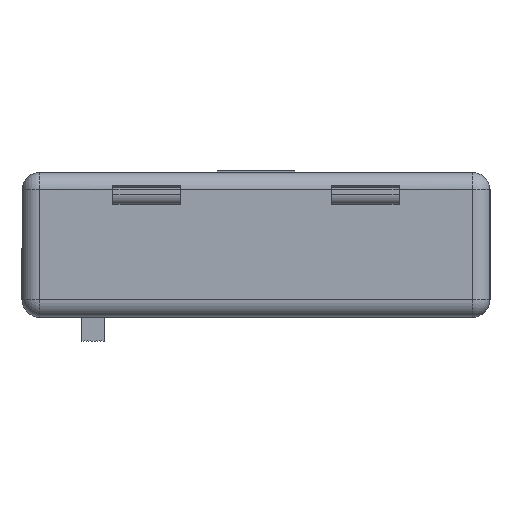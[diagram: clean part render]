
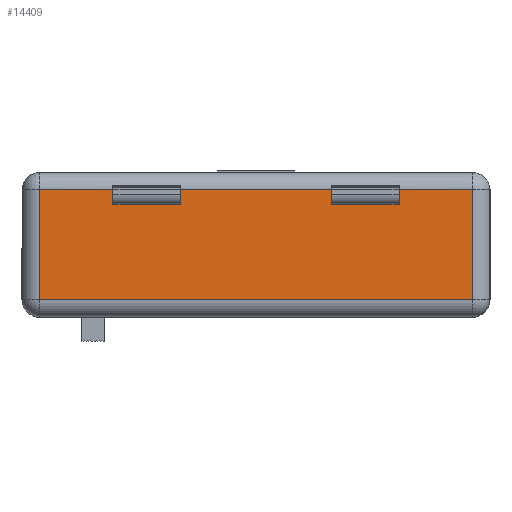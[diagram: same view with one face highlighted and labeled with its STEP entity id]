
A CAD part, left-side view. The second image highlights one B-rep face of the part: STEP entity #14409.
In plain terms, the highlighted planar face has unit normal (-1, 0, 0).
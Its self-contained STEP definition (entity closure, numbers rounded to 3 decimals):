
#46 = EDGE_CURVE ( 'NONE', #23922, #28731, #18827, .T. ) ;
#78 = VERTEX_POINT ( 'NONE', #10224 ) ;
#122 = LINE ( 'NONE', #8819, #26369 ) ;
#593 = EDGE_CURVE ( 'NONE', #21141, #4222, #2152, .T. ) ;
#696 = VECTOR ( 'NONE', #13414, 1000. ) ;
#778 = DIRECTION ( 'NONE',  ( 0., -1., 0. ) ) ;
#1136 = EDGE_CURVE ( 'NONE', #17083, #5885, #122, .T. ) ;
#1939 = VERTEX_POINT ( 'NONE', #13757 ) ;
#2152 = LINE ( 'NONE', #17681, #25176 ) ;
#2155 = CARTESIAN_POINT ( 'NONE',  ( -31.5, 16.425, 5.7 ) ) ;
#2438 = CARTESIAN_POINT ( 'NONE',  ( -31.5, 1.8, 5.7 ) ) ;
#2812 = VECTOR ( 'NONE', #15858, 1000. ) ;
#3092 = LINE ( 'NONE', #6633, #3898 ) ;
#3898 = VECTOR ( 'NONE', #4195, 1000. ) ;
#4195 = DIRECTION ( 'NONE',  ( 0., 0., 1. ) ) ;
#4222 = VERTEX_POINT ( 'NONE', #13633 ) ;
#4320 = VERTEX_POINT ( 'NONE', #11314 ) ;
#5496 = CARTESIAN_POINT ( 'NONE',  ( -31.5, 1.8, 5.7 ) ) ;
#5630 = LINE ( 'NONE', #15987, #16311 ) ;
#5885 = VERTEX_POINT ( 'NONE', #27730 ) ;
#6633 = CARTESIAN_POINT ( 'NONE',  ( -31.5, 32.075, 5.7 ) ) ;
#6651 = DIRECTION ( 'NONE',  ( 1., 0., 0. ) ) ;
#8402 = EDGE_LOOP ( 'NONE', ( #31887, #12857, #23995, #16195, #19347, #14587, #22047, #24188, #10317, #18589, #13533, #15864 ) ) ;
#8819 = CARTESIAN_POINT ( 'NONE',  ( -31.5, 9.425, 5.7 ) ) ;
#9194 = PLANE ( 'NONE',  #23980 ) ;
#9467 = DIRECTION ( 'NONE',  ( 0., 1., 0. ) ) ;
#9842 = LINE ( 'NONE', #23505, #696 ) ;
#9881 = EDGE_CURVE ( 'NONE', #25281, #1939, #20303, .T. ) ;
#10207 = CARTESIAN_POINT ( 'NONE',  ( -31.5, 39.075, 5.7 ) ) ;
#10224 = CARTESIAN_POINT ( 'NONE',  ( -31.5, 16.425, 4.2 ) ) ;
#10317 = ORIENTED_EDGE ( 'NONE', *, *, #46, .T. ) ;
#10627 = EDGE_CURVE ( 'NONE', #28731, #21141, #32533, .T. ) ;
#11314 = CARTESIAN_POINT ( 'NONE',  ( -31.5, 32.075, 4.2 ) ) ;
#11486 = EDGE_CURVE ( 'NONE', #78, #17083, #24994, .T. ) ;
#12182 = CARTESIAN_POINT ( 'NONE',  ( -31.5, 16.425, 5.7 ) ) ;
#12236 = VECTOR ( 'NONE', #32193, 1000. ) ;
#12857 = ORIENTED_EDGE ( 'NONE', *, *, #1136, .F. ) ;
#13148 = EDGE_CURVE ( 'NONE', #25281, #78, #14617, .T. ) ;
#13212 = DIRECTION ( 'NONE',  ( 0., -1., 0. ) ) ;
#13414 = DIRECTION ( 'NONE',  ( 0., 0., -1. ) ) ;
#13415 = EDGE_CURVE ( 'NONE', #4320, #1939, #3092, .T. ) ;
#13533 = ORIENTED_EDGE ( 'NONE', *, *, #593, .T. ) ;
#13552 = VECTOR ( 'NONE', #15131, 1000. ) ;
#13633 = CARTESIAN_POINT ( 'NONE',  ( -31.5, 1.8, -5.7 ) ) ;
#13757 = CARTESIAN_POINT ( 'NONE',  ( -31.5, 32.075, 5.7 ) ) ;
#14193 = LINE ( 'NONE', #24938, #19352 ) ;
#14409 = ADVANCED_FACE ( 'NONE', ( #19682 ), #9194, .F. ) ;
#14476 = EDGE_CURVE ( 'NONE', #22046, #4222, #14193, .T. ) ;
#14587 = ORIENTED_EDGE ( 'NONE', *, *, #13415, .F. ) ;
#14617 = LINE ( 'NONE', #2155, #12236 ) ;
#14866 = CARTESIAN_POINT ( 'NONE',  ( -31.5, 1.8, 5.7 ) ) ;
#15131 = DIRECTION ( 'NONE',  ( 0., 1., 0. ) ) ;
#15452 = DIRECTION ( 'NONE',  ( 0., -1., 0. ) ) ;
#15858 = DIRECTION ( 'NONE',  ( 0., 0., -1. ) ) ;
#15864 = ORIENTED_EDGE ( 'NONE', *, *, #14476, .F. ) ;
#15987 = CARTESIAN_POINT ( 'NONE',  ( -31.5, 32.075, 4.2 ) ) ;
#16195 = ORIENTED_EDGE ( 'NONE', *, *, #13148, .F. ) ;
#16243 = CARTESIAN_POINT ( 'NONE',  ( -31.5, 39.075, 4.2 ) ) ;
#16311 = VECTOR ( 'NONE', #778, 1000. ) ;
#16373 = EDGE_CURVE ( 'NONE', #23922, #32107, #9842, .T. ) ;
#17083 = VERTEX_POINT ( 'NONE', #19049 ) ;
#17681 = CARTESIAN_POINT ( 'NONE',  ( -31.5, 1.8, -5.7 ) ) ;
#18440 = CARTESIAN_POINT ( 'NONE',  ( -31.5, 46.7, 5.7 ) ) ;
#18589 = ORIENTED_EDGE ( 'NONE', *, *, #10627, .T. ) ;
#18827 = LINE ( 'NONE', #14866, #19632 ) ;
#19049 = CARTESIAN_POINT ( 'NONE',  ( -31.5, 9.425, 4.2 ) ) ;
#19347 = ORIENTED_EDGE ( 'NONE', *, *, #9881, .T. ) ;
#19352 = VECTOR ( 'NONE', #19838, 1000. ) ;
#19632 = VECTOR ( 'NONE', #25431, 1000. ) ;
#19682 = FACE_OUTER_BOUND ( 'NONE', #8402, .T. ) ;
#19838 = DIRECTION ( 'NONE',  ( 0., 0., -1. ) ) ;
#20303 = LINE ( 'NONE', #5496, #13552 ) ;
#21071 = CARTESIAN_POINT ( 'NONE',  ( -31.5, 46.7, 7.5 ) ) ;
#21141 = VERTEX_POINT ( 'NONE', #22257 ) ;
#22046 = VERTEX_POINT ( 'NONE', #2438 ) ;
#22047 = ORIENTED_EDGE ( 'NONE', *, *, #22859, .F. ) ;
#22257 = CARTESIAN_POINT ( 'NONE',  ( -31.5, 46.7, -5.7 ) ) ;
#22859 = EDGE_CURVE ( 'NONE', #32107, #4320, #5630, .T. ) ;
#23505 = CARTESIAN_POINT ( 'NONE',  ( -31.5, 39.075, 5.7 ) ) ;
#23922 = VERTEX_POINT ( 'NONE', #10207 ) ;
#23980 = AXIS2_PLACEMENT_3D ( 'NONE', #24385, #6651, #26959 ) ;
#23995 = ORIENTED_EDGE ( 'NONE', *, *, #11486, .F. ) ;
#24188 = ORIENTED_EDGE ( 'NONE', *, *, #16373, .F. ) ;
#24385 = CARTESIAN_POINT ( 'NONE',  ( -31.5, 1.8, 7.5 ) ) ;
#24938 = CARTESIAN_POINT ( 'NONE',  ( -31.5, 1.8, 7.5 ) ) ;
#24989 = CARTESIAN_POINT ( 'NONE',  ( -31.5, 1.8, 5.7 ) ) ;
#24994 = LINE ( 'NONE', #28391, #26978 ) ;
#25176 = VECTOR ( 'NONE', #15452, 1000. ) ;
#25281 = VERTEX_POINT ( 'NONE', #12182 ) ;
#25431 = DIRECTION ( 'NONE',  ( 0., 1., 0. ) ) ;
#25757 = LINE ( 'NONE', #24989, #32062 ) ;
#26369 = VECTOR ( 'NONE', #29104, 1000. ) ;
#26959 = DIRECTION ( 'NONE',  ( 0., 1., 0. ) ) ;
#26978 = VECTOR ( 'NONE', #13212, 1000. ) ;
#27730 = CARTESIAN_POINT ( 'NONE',  ( -31.5, 9.425, 5.7 ) ) ;
#28391 = CARTESIAN_POINT ( 'NONE',  ( -31.5, 16.425, 4.2 ) ) ;
#28731 = VERTEX_POINT ( 'NONE', #18440 ) ;
#29104 = DIRECTION ( 'NONE',  ( 0., 0., 1. ) ) ;
#31887 = ORIENTED_EDGE ( 'NONE', *, *, #32279, .T. ) ;
#32062 = VECTOR ( 'NONE', #9467, 1000. ) ;
#32107 = VERTEX_POINT ( 'NONE', #16243 ) ;
#32193 = DIRECTION ( 'NONE',  ( 0., 0., -1. ) ) ;
#32279 = EDGE_CURVE ( 'NONE', #22046, #5885, #25757, .T. ) ;
#32533 = LINE ( 'NONE', #21071, #2812 ) ;
